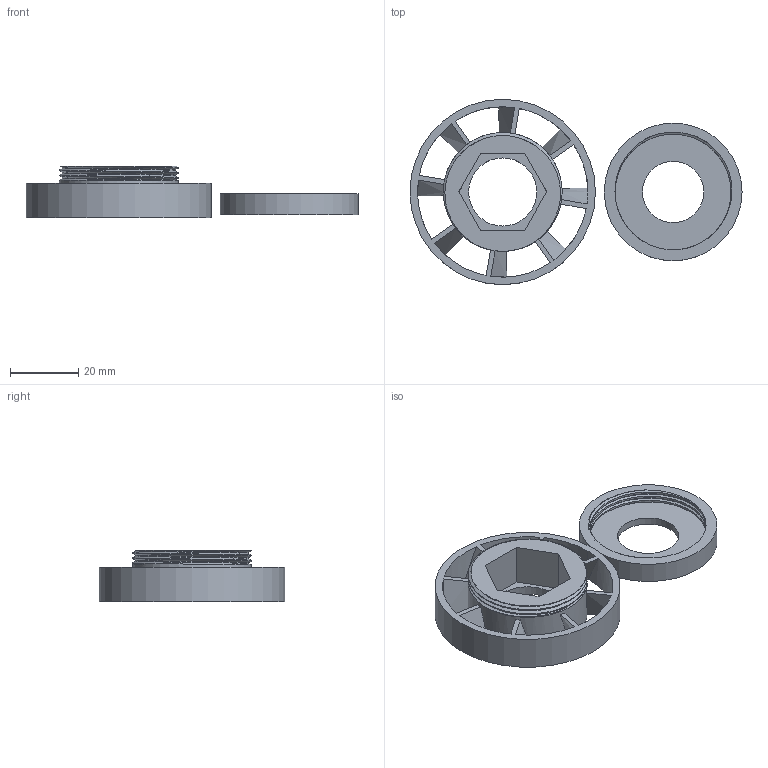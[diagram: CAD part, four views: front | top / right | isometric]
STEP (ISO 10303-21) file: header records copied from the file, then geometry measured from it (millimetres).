
FILE_DESCRIPTION(('HOOPS Exchange Step'),'2;1');
FILE_NAME('temp_export.step','2020-07-25T19:16:13+01:00',('mobile'),('Shapr3D Limited'),'HOOPS Exchange 2020.1','Shapr3D','Authorized');
FILE_SCHEMA( ('AP203_CONFIGURATION_CONTROLLED_3D_DESIGN_OF_MECHANICAL_PARTS_AND_ASSEMBLIES_MIM_LF') );
Length unit declared in the file: millimetre
Products named in the file (1): temp_export.x_b
Bounding box: 97.4 x 54.4 x 15 mm (x, y, z)
Volume: 16027.7 mm3; surface area: 13171.8 mm2
Topology: 2 solids, 2 shells, 64 faces, 219 edges, 154 vertices
Faces by surface type: cylinder 30, bspline 20, plane 14
Full cylindrical faces by diameter (mm): 18 x1, 20 x1, 33.132 x2, 34 x3, 34.85 x2, 35.208 x2, 40.4 x1, 54.4 x1
Entity records: 12735 total; most frequent: CARTESIAN_POINT 10988, ORIENTED_EDGE 438, DIRECTION 249, EDGE_CURVE 219, VERTEX_POINT 154, B_SPLINE_CURVE_WITH_KNOTS 113, AXIS2_PLACEMENT_3D 98, EDGE_LOOP 79
